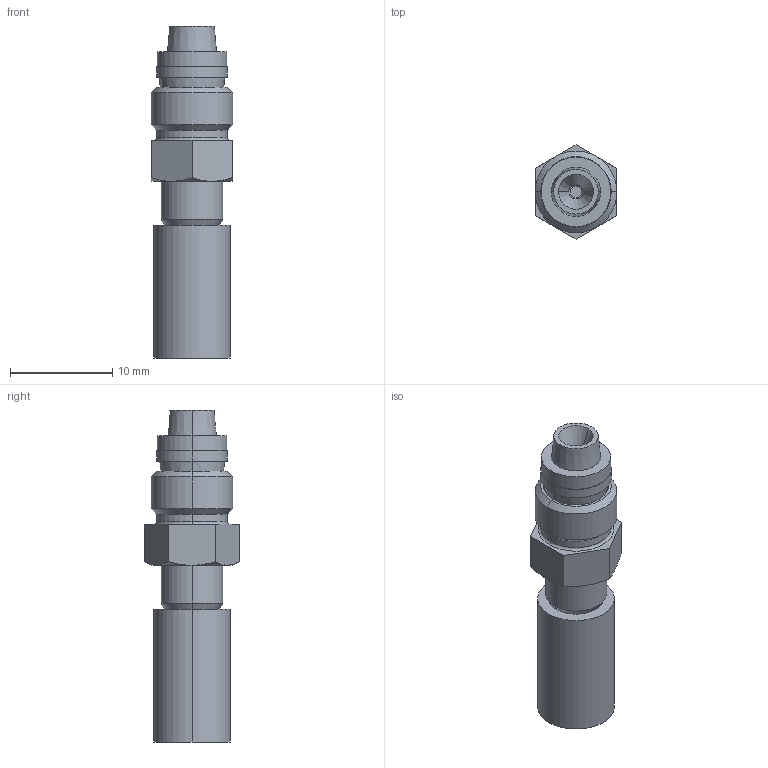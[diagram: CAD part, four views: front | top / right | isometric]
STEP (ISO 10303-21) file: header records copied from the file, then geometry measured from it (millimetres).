
FILE_DESCRIPTION (( 'STEP AP214' ), '1' );
FILE_NAME ('J01701A0003.STEP', '2013-04-25T12:46:03', ( 'Wartung1' ), ( '' ), 'SwSTEP 2.0', 'SolidWorks 2012', '' );
FILE_SCHEMA (( 'AUTOMOTIVE_DESIGN' ));
Length unit declared in the file: millimetre
Products named in the file (1): J01701A0003
Bounding box: 8 x 9.24 x 32.5 mm (x, y, z)
Volume: 1031.5 mm3; surface area: 1596.9 mm2
Topology: 2 solids, 2 shells, 100 faces, 218 edges, 136 vertices
Faces by surface type: cylinder 36, plane 32, cone 30, torus 2
Entity records: 3882 total; most frequent: CARTESIAN_POINT 567, DIRECTION 482, ORIENTED_EDGE 436, EDGE_CURVE 218, AXIS2_PLACEMENT_3D 195, VERTEX_POINT 136, EDGE_LOOP 116, UNCERTAINTY_MEASURE_WITH_UNIT 101
